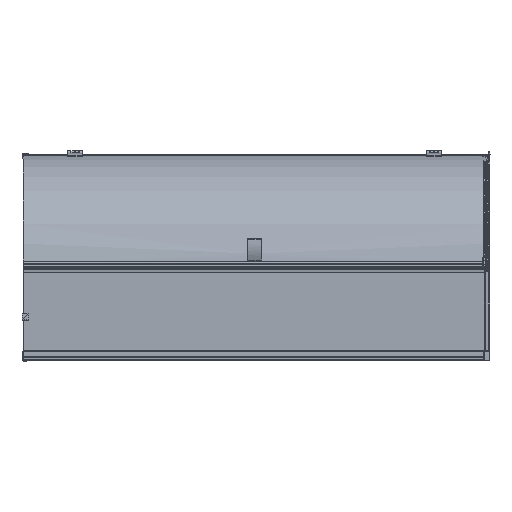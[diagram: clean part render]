
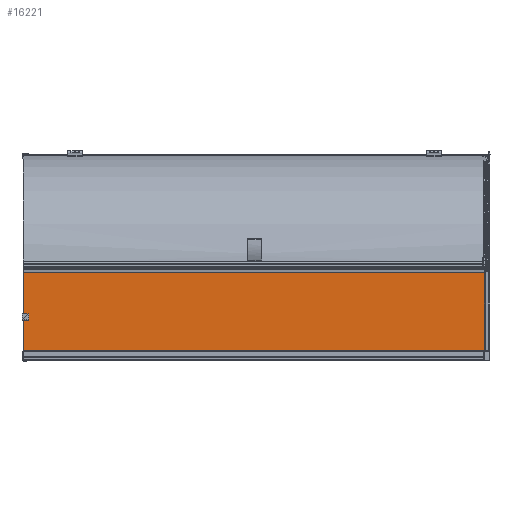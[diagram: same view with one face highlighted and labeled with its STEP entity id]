
A CAD part, left-side view. The second image highlights one B-rep face of the part: STEP entity #16221.
In plain terms, the highlighted face is planar.
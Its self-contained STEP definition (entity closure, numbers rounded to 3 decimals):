
#16094=DIRECTION('',(0.,-1.,0.));
#16095=VECTOR('',#16094,1932.);
#16096=CARTESIAN_POINT('',(-186.5,966.,8.));
#16097=LINE('',#16096,#16095);
#16101=DIRECTION('',(-1.,0.,0.));
#16102=VECTOR('',#16101,373.);
#16103=CARTESIAN_POINT('',(186.5,966.,8.));
#16104=LINE('',#16103,#16102);
#16108=DIRECTION('',(0.,1.,0.));
#16109=VECTOR('',#16108,1932.);
#16110=CARTESIAN_POINT('',(186.5,-966.,8.));
#16111=LINE('',#16110,#16109);
#16115=DIRECTION('',(1.,0.,0.));
#16116=VECTOR('',#16115,373.);
#16117=CARTESIAN_POINT('',(-186.5,-966.,8.));
#16118=LINE('',#16117,#16116);
#16130=CARTESIAN_POINT('',(-186.5,966.,8.));
#16131=CARTESIAN_POINT('',(-186.5,-966.,8.));
#16132=VERTEX_POINT('',#16130);
#16133=VERTEX_POINT('',#16131);
#16134=CARTESIAN_POINT('',(186.5,-966.,8.));
#16135=VERTEX_POINT('',#16134);
#16136=CARTESIAN_POINT('',(186.5,966.,8.));
#16137=VERTEX_POINT('',#16136);
#16210=CARTESIAN_POINT('',(0.,0.,8.));
#16211=DIRECTION('',(0.,0.,1.));
#16212=DIRECTION('',(1.,0.,0.));
#16213=AXIS2_PLACEMENT_3D('',#16210,#16211,#16212);
#16214=PLANE('',#16213);
#16215=ORIENTED_EDGE('',*,*,#16162,.F.);
#16216=ORIENTED_EDGE('',*,*,#16177,.F.);
#16217=ORIENTED_EDGE('',*,*,#16191,.F.);
#16218=ORIENTED_EDGE('',*,*,#16204,.F.);
#16219=EDGE_LOOP('',(#16215,#16216,#16217,#16218));
#16220=FACE_OUTER_BOUND('',#16219,.F.);
#16162=EDGE_CURVE('',#16132,#16133,#16097,.T.);
#16177=EDGE_CURVE('',#16137,#16132,#16104,.T.);
#16191=EDGE_CURVE('',#16135,#16137,#16111,.T.);
#16204=EDGE_CURVE('',#16133,#16135,#16118,.T.);
#16221=ADVANCED_FACE('',(#16220),#16214,.T.);
